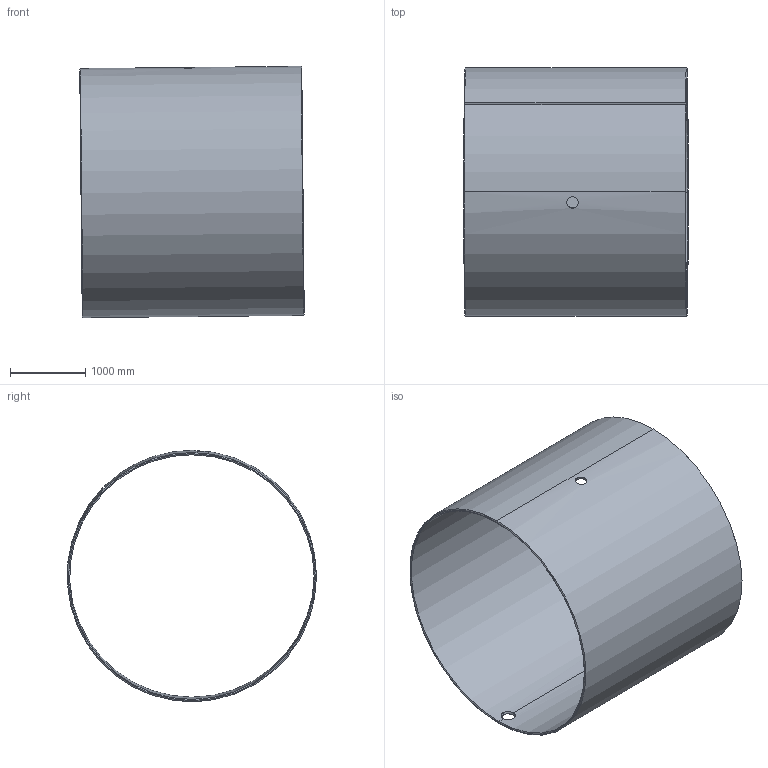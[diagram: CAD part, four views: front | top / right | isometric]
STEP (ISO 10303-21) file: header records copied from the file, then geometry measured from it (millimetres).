
FILE_DESCRIPTION(('CoCreate Modeling STEP Export'),'2;1');
FILE_NAME('s12.stp','2011-05-24T10:37:47',(''),(''),'CoCreate Modeling STEP processor for AP214 (Solid Model)','CoCreate Modeling 18.0P1120 20-Nov-2010 (C) Parametric Technology GmbH','');
FILE_SCHEMA(('AUTOMOTIVE_DESIGN { 1 0 10303 214 1 1 1 1 }'));
Length unit declared in the file: millimetre
Products named in the file (2): 211_SHELL-OA14.PRT
Assembly tree (1 placements, depth 2):
  211_SHELL-OA14.PRT
    211_SHELL-OA14.PRT
Bounding box: 2982.65 x 3306.7 x 3339.16 mm (x, y, z)
Volume: 906300971 mm3; surface area: 61188051.8 mm2
Topology: 1 solids, 1 shells, 24 faces, 63 edges, 39 vertices
Faces by surface type: cone 14, cylinder 8, plane 2
Entity records: 1019 total; most frequent: CARTESIAN_POINT 282, ORIENTED_EDGE 126, DIRECTION 89, EDGE_CURVE 63, VERTEX_POINT 39, AXIS2_PLACEMENT_3D 34, EDGE_LOOP 26, FACE_OUTER_BOUND 24
